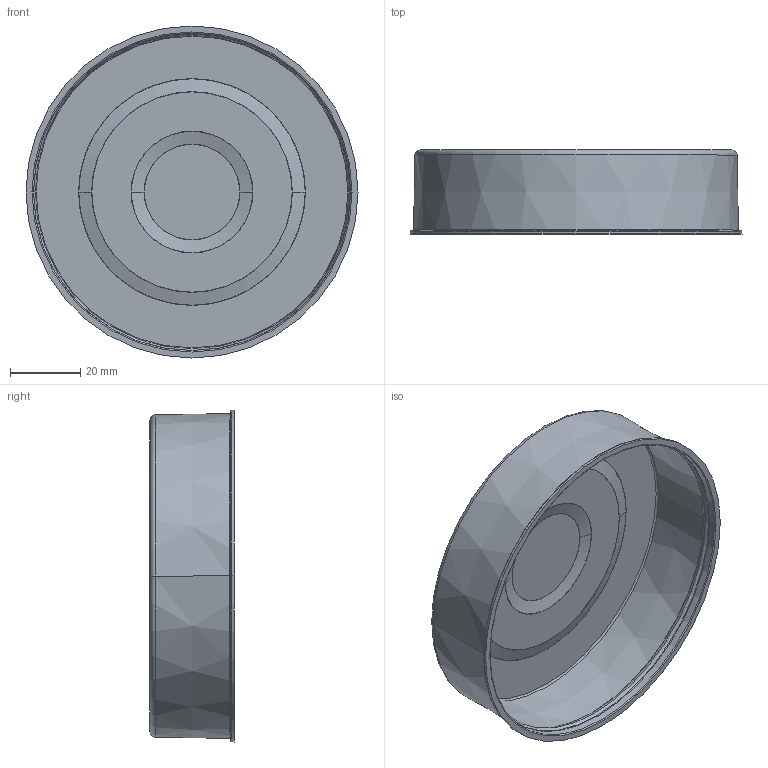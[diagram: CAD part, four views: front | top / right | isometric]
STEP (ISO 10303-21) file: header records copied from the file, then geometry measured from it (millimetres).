
FILE_DESCRIPTION (( 'STEP AP203' ), '1' );
FILE_NAME ('烂扰 060.01.001 青汶篪赅 90.STEP', '2024-09-13T06:31:58', ( '' ), ( '' ), 'SwSTEP 2.0', 'SolidWorks 2022', '' );
FILE_SCHEMA (( 'CONFIG_CONTROL_DESIGN' ));
Length unit declared in the file: millimetre
Products named in the file (1): АГИЕ 060.01.001 Заглушка 90
Bounding box: 94.8 x 24 x 94.8 mm (x, y, z)
Volume: 13669.2 mm3; surface area: 27232.5 mm2
Topology: 1 solids, 1 shells, 185 faces, 450 edges, 288 vertices
Faces by surface type: plane 92, bspline 39, torus 34, cone 16, cylinder 4
Entity records: 7493 total; most frequent: CARTESIAN_POINT 3251, ORIENTED_EDGE 900, DIRECTION 772, EDGE_CURVE 450, VERTEX_POINT 288, LINE 266, VECTOR 266, AXIS2_PLACEMENT_3D 253
